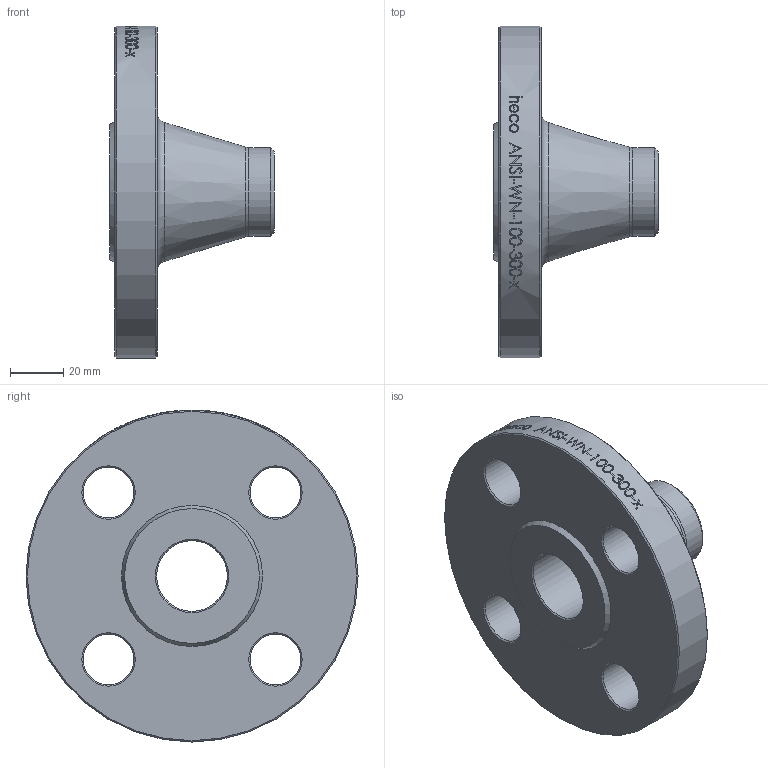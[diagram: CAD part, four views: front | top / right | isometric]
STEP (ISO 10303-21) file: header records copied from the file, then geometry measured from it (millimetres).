
FILE_DESCRIPTION (( 'STEP AP214' ), '1' );
FILE_NAME ('ANSI-WN-100-300-x Vorschweissflansch ASME B16.5 Class150 2102.STEP', '2021-02-09T10:02:45', ( '' ), ( '' ), 'SwSTEP 2.0', 'SolidWorks 2019', '' );
FILE_SCHEMA (( 'AUTOMOTIVE_DESIGN' ));
Length unit declared in the file: millimetre
Products named in the file (1): ANSI-WN-100-300-x Vorschweissflansch ASME B16.5 Class150 2102
Bounding box: 62 x 125 x 125 mm (x, y, z)
Volume: 207275.4 mm3; surface area: 40465 mm2
Topology: 1 solids, 1 shells, 55 faces, 263 edges, 239 vertices
Faces by surface type: cylinder 35, cone 14, plane 4, torus 2
Full cylindrical faces by diameter (mm): 19.1 x4, 26.6 x1, 33.4 x1, 125 x1
Entity records: 6377 total; most frequent: CARTESIAN_POINT 4168, ORIENTED_EDGE 462, DIRECTION 284, VERTEX_POINT 231, EDGE_CURVE 231, B_SPLINE_CURVE_WITH_KNOTS 132, AXIS2_PLACEMENT_3D 129, EDGE_LOOP 118
